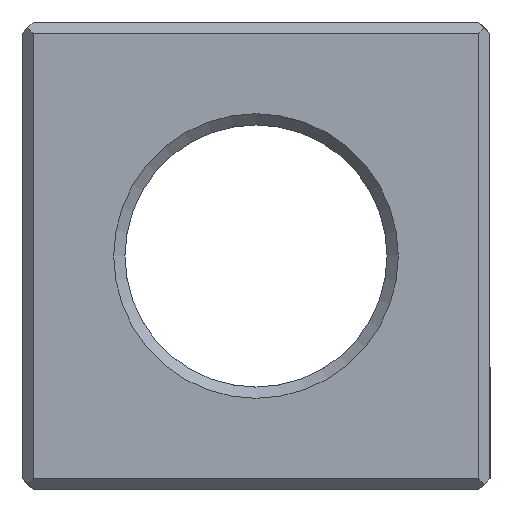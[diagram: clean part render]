
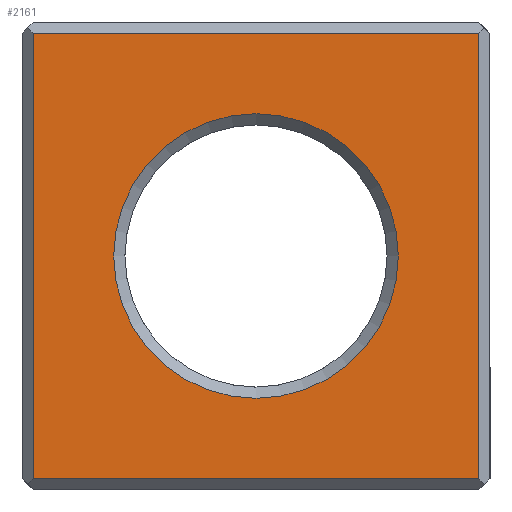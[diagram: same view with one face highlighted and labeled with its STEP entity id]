
A CAD part, left-side view. The second image highlights one B-rep face of the part: STEP entity #2161.
In plain terms, the highlighted planar face has unit normal (-1, 0, 0).
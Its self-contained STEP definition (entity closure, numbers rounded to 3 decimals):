
#72 = PLANE('',#73);
#73 = AXIS2_PLACEMENT_3D('',#74,#75,#76);
#74 = CARTESIAN_POINT('',(0.,0.,0.3));
#75 = DIRECTION('',(-0.707,0.,-0.707)
  );
#76 = DIRECTION('',(0.707,0.,-0.707));
#432 = PLANE('',#433);
#433 = AXIS2_PLACEMENT_3D('',#434,#435,#436);
#434 = CARTESIAN_POINT('',(0.3,12.5,0.));
#435 = DIRECTION('',(0.707,-0.707,0.));
#436 = DIRECTION('',(-0.707,-0.707,0.));
#663 = PLANE('',#664);
#664 = AXIS2_PLACEMENT_3D('',#665,#666,#667);
#665 = CARTESIAN_POINT('',(0.3,0.,0.));
#666 = DIRECTION('',(-0.707,-0.707,0.));
#667 = DIRECTION('',(-0.707,0.707,0.));
#731 = VERTEX_POINT('',#732);
#732 = CARTESIAN_POINT('',(0.,0.3,0.3));
#753 = EDGE_CURVE('',#731,#754,#756,.T.);
#754 = VERTEX_POINT('',#755);
#755 = CARTESIAN_POINT('',(0.,12.2,0.3));
#756 = SURFACE_CURVE('',#757,(#761,#768),.PCURVE_S1.);
#757 = LINE('',#758,#759);
#758 = CARTESIAN_POINT('',(0.,0.,0.3));
#759 = VECTOR('',#760,1.);
#760 = DIRECTION('',(0.,1.,0.));
#761 = PCURVE('',#72,#762);
#762 = DEFINITIONAL_REPRESENTATION('',(#763),#767);
#763 = LINE('',#764,#765);
#764 = CARTESIAN_POINT('',(0.,0.));
#765 = VECTOR('',#766,1.);
#766 = DIRECTION('',(0.,-1.));
#767 = ( GEOMETRIC_REPRESENTATION_CONTEXT(2) 
PARAMETRIC_REPRESENTATION_CONTEXT() REPRESENTATION_CONTEXT('2D SPACE',''
  ) );
#768 = PCURVE('',#769,#774);
#769 = PLANE('',#770);
#770 = AXIS2_PLACEMENT_3D('',#771,#772,#773);
#771 = CARTESIAN_POINT('',(0.,12.5,0.));
#772 = DIRECTION('',(1.,0.,0.));
#773 = DIRECTION('',(0.,-1.,0.));
#774 = DEFINITIONAL_REPRESENTATION('',(#775),#779);
#775 = LINE('',#776,#777);
#776 = CARTESIAN_POINT('',(12.5,-0.3));
#777 = VECTOR('',#778,1.);
#778 = DIRECTION('',(-1.,0.));
#779 = ( GEOMETRIC_REPRESENTATION_CONTEXT(2) 
PARAMETRIC_REPRESENTATION_CONTEXT() REPRESENTATION_CONTEXT('2D SPACE',''
  ) );
#1588 = VERTEX_POINT('',#1589);
#1589 = CARTESIAN_POINT('',(0.,12.2,12.2));
#1603 = PLANE('',#1604);
#1604 = AXIS2_PLACEMENT_3D('',#1605,#1606,#1607);
#1605 = CARTESIAN_POINT('',(0.3,0.,12.5));
#1606 = DIRECTION('',(-0.707,0.,0.707
    ));
#1607 = DIRECTION('',(-0.707,0.,-0.707
    ));
#1615 = EDGE_CURVE('',#754,#1588,#1616,.T.);
#1616 = SURFACE_CURVE('',#1617,(#1621,#1628),.PCURVE_S1.);
#1617 = LINE('',#1618,#1619);
#1618 = CARTESIAN_POINT('',(0.,12.2,0.));
#1619 = VECTOR('',#1620,1.);
#1620 = DIRECTION('',(0.,0.,1.));
#1621 = PCURVE('',#432,#1622);
#1622 = DEFINITIONAL_REPRESENTATION('',(#1623),#1627);
#1623 = LINE('',#1624,#1625);
#1624 = CARTESIAN_POINT('',(0.424,0.));
#1625 = VECTOR('',#1626,1.);
#1626 = DIRECTION('',(0.,-1.));
#1627 = ( GEOMETRIC_REPRESENTATION_CONTEXT(2) 
PARAMETRIC_REPRESENTATION_CONTEXT() REPRESENTATION_CONTEXT('2D SPACE',''
  ) );
#1628 = PCURVE('',#769,#1629);
#1629 = DEFINITIONAL_REPRESENTATION('',(#1630),#1634);
#1630 = LINE('',#1631,#1632);
#1631 = CARTESIAN_POINT('',(0.3,0.));
#1632 = VECTOR('',#1633,1.);
#1633 = DIRECTION('',(0.,-1.));
#1634 = ( GEOMETRIC_REPRESENTATION_CONTEXT(2) 
PARAMETRIC_REPRESENTATION_CONTEXT() REPRESENTATION_CONTEXT('2D SPACE',''
  ) );
#2118 = VERTEX_POINT('',#2119);
#2119 = CARTESIAN_POINT('',(0.,0.3,12.2));
#2140 = EDGE_CURVE('',#731,#2118,#2141,.T.);
#2141 = SURFACE_CURVE('',#2142,(#2146,#2153),.PCURVE_S1.);
#2142 = LINE('',#2143,#2144);
#2143 = CARTESIAN_POINT('',(0.,0.3,0.));
#2144 = VECTOR('',#2145,1.);
#2145 = DIRECTION('',(0.,0.,1.));
#2146 = PCURVE('',#663,#2147);
#2147 = DEFINITIONAL_REPRESENTATION('',(#2148),#2152);
#2148 = LINE('',#2149,#2150);
#2149 = CARTESIAN_POINT('',(0.424,0.));
#2150 = VECTOR('',#2151,1.);
#2151 = DIRECTION('',(0.,-1.));
#2152 = ( GEOMETRIC_REPRESENTATION_CONTEXT(2) 
PARAMETRIC_REPRESENTATION_CONTEXT() REPRESENTATION_CONTEXT('2D SPACE',''
  ) );
#2153 = PCURVE('',#769,#2154);
#2154 = DEFINITIONAL_REPRESENTATION('',(#2155),#2159);
#2155 = LINE('',#2156,#2157);
#2156 = CARTESIAN_POINT('',(12.2,0.));
#2157 = VECTOR('',#2158,1.);
#2158 = DIRECTION('',(0.,-1.));
#2159 = ( GEOMETRIC_REPRESENTATION_CONTEXT(2) 
PARAMETRIC_REPRESENTATION_CONTEXT() REPRESENTATION_CONTEXT('2D SPACE',''
  ) );
#2161 = ADVANCED_FACE('',(#2162,#2188),#769,.F.);
#2162 = FACE_BOUND('',#2163,.F.);
#2163 = EDGE_LOOP('',(#2164,#2165,#2166,#2167));
#2164 = ORIENTED_EDGE('',*,*,#2140,.F.);
#2165 = ORIENTED_EDGE('',*,*,#753,.T.);
#2166 = ORIENTED_EDGE('',*,*,#1615,.T.);
#2167 = ORIENTED_EDGE('',*,*,#2168,.F.);
#2168 = EDGE_CURVE('',#2118,#1588,#2169,.T.);
#2169 = SURFACE_CURVE('',#2170,(#2174,#2181),.PCURVE_S1.);
#2170 = LINE('',#2171,#2172);
#2171 = CARTESIAN_POINT('',(0.,0.,12.2));
#2172 = VECTOR('',#2173,1.);
#2173 = DIRECTION('',(0.,1.,0.));
#2174 = PCURVE('',#769,#2175);
#2175 = DEFINITIONAL_REPRESENTATION('',(#2176),#2180);
#2176 = LINE('',#2177,#2178);
#2177 = CARTESIAN_POINT('',(12.5,-12.2));
#2178 = VECTOR('',#2179,1.);
#2179 = DIRECTION('',(-1.,0.));
#2180 = ( GEOMETRIC_REPRESENTATION_CONTEXT(2) 
PARAMETRIC_REPRESENTATION_CONTEXT() REPRESENTATION_CONTEXT('2D SPACE',''
  ) );
#2181 = PCURVE('',#1603,#2182);
#2182 = DEFINITIONAL_REPRESENTATION('',(#2183),#2187);
#2183 = LINE('',#2184,#2185);
#2184 = CARTESIAN_POINT('',(0.424,0.));
#2185 = VECTOR('',#2186,1.);
#2186 = DIRECTION('',(0.,-1.));
#2187 = ( GEOMETRIC_REPRESENTATION_CONTEXT(2) 
PARAMETRIC_REPRESENTATION_CONTEXT() REPRESENTATION_CONTEXT('2D SPACE',''
  ) );
#2188 = FACE_BOUND('',#2189,.F.);
#2189 = EDGE_LOOP('',(#2190));
#2190 = ORIENTED_EDGE('',*,*,#2191,.T.);
#2191 = EDGE_CURVE('',#2192,#2192,#2194,.T.);
#2192 = VERTEX_POINT('',#2193);
#2193 = CARTESIAN_POINT('',(0.,2.45,6.25));
#2194 = SURFACE_CURVE('',#2195,(#2200,#2211),.PCURVE_S1.);
#2195 = CIRCLE('',#2196,3.8);
#2196 = AXIS2_PLACEMENT_3D('',#2197,#2198,#2199);
#2197 = CARTESIAN_POINT('',(0.,6.25,6.25));
#2198 = DIRECTION('',(-1.,0.,0.));
#2199 = DIRECTION('',(0.,-1.,0.));
#2200 = PCURVE('',#769,#2201);
#2201 = DEFINITIONAL_REPRESENTATION('',(#2202),#2210);
#2202 = ( BOUNDED_CURVE() B_SPLINE_CURVE(2,(#2203,#2204,#2205,#2206,
#2207,#2208,#2209),.UNSPECIFIED.,.T.,.F.) B_SPLINE_CURVE_WITH_KNOTS((1,2
    ,2,2,2,1),(-2.094,0.,2.094,4.189,
6.283,8.378),.UNSPECIFIED.) CURVE() 
GEOMETRIC_REPRESENTATION_ITEM() RATIONAL_B_SPLINE_CURVE((1.,0.5,1.,0.5,
1.,0.5,1.)) REPRESENTATION_ITEM('') );
#2203 = CARTESIAN_POINT('',(10.05,-6.25));
#2204 = CARTESIAN_POINT('',(10.05,-12.832));
#2205 = CARTESIAN_POINT('',(4.35,-9.541));
#2206 = CARTESIAN_POINT('',(-1.35,-6.25));
#2207 = CARTESIAN_POINT('',(4.35,-2.959));
#2208 = CARTESIAN_POINT('',(10.05,0.332));
#2209 = CARTESIAN_POINT('',(10.05,-6.25));
#2210 = ( GEOMETRIC_REPRESENTATION_CONTEXT(2) 
PARAMETRIC_REPRESENTATION_CONTEXT() REPRESENTATION_CONTEXT('2D SPACE',''
  ) );
#2211 = PCURVE('',#2212,#2217);
#2212 = CONICAL_SURFACE('',#2213,3.5,0.785);
#2213 = AXIS2_PLACEMENT_3D('',#2214,#2215,#2216);
#2214 = CARTESIAN_POINT('',(0.3,6.25,6.25));
#2215 = DIRECTION('',(-1.,-0.,-0.));
#2216 = DIRECTION('',(0.,-1.,0.));
#2217 = DEFINITIONAL_REPRESENTATION('',(#2218),#2222);
#2218 = LINE('',#2219,#2220);
#2219 = CARTESIAN_POINT('',(0.,0.3));
#2220 = VECTOR('',#2221,1.);
#2221 = DIRECTION('',(1.,0.));
#2222 = ( GEOMETRIC_REPRESENTATION_CONTEXT(2) 
PARAMETRIC_REPRESENTATION_CONTEXT() REPRESENTATION_CONTEXT('2D SPACE',''
  ) );
